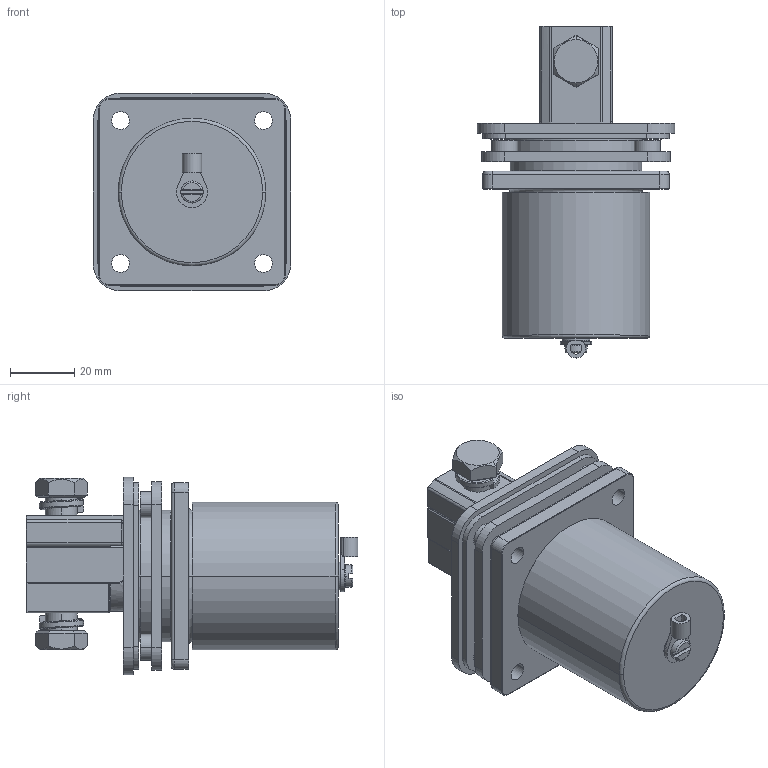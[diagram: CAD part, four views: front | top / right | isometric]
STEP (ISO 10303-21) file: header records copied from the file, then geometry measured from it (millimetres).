
FILE_DESCRIPTION((''),'2;1');
FILE_NAME('151321_SW0004','2020-09-04T16:05:14',('teru'),(''),'CREO PARAMETRIC BY PTC INC, 2017380','CREO PARAMETRIC BY PTC INC, 2017380','');
FILE_SCHEMA(('CONFIG_CONTROL_DESIGN'));
Length unit declared in the file: millimetre
Products named in the file (1): 151321_SW0004
Bounding box: 61.5 x 103.34 x 61.5 mm (x, y, z)
Volume: 152626.1 mm3; surface area: 39526.7 mm2
Topology: 3 solids, 4 shells, 316 faces, 760 edges, 471 vertices
Faces by surface type: cylinder 126, plane 114, torus 27, bspline 25, cone 18, sphere 6
Entity records: 11319 total; most frequent: CARTESIAN_POINT 3889, DIRECTION 1563, ORIENTED_EDGE 1520, EDGE_CURVE 760, AXIS2_PLACEMENT_3D 618, VERTEX_POINT 471, EDGE_LOOP 371, VECTOR 327
